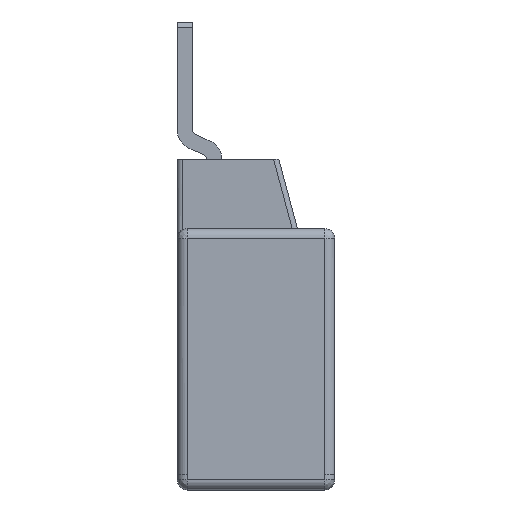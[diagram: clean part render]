
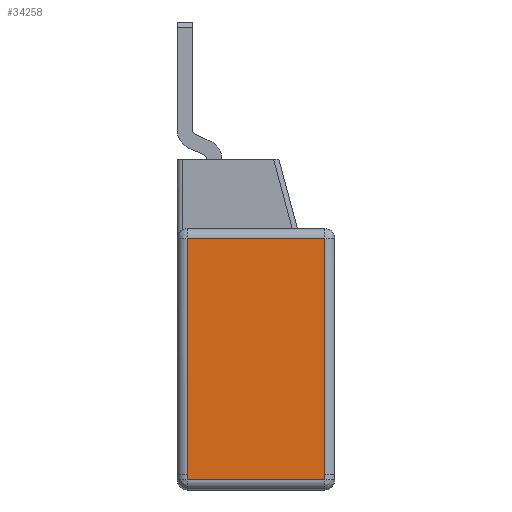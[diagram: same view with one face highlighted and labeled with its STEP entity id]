
A CAD part, left-side view. The second image highlights one B-rep face of the part: STEP entity #34258.
In plain terms, the highlighted planar face has unit normal (-1, 0, 0).
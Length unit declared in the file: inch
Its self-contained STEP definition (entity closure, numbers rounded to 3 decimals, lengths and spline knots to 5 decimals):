
#342 = VERTEX_POINT ( 'NONE', #21030 ) ;
#459 = VERTEX_POINT ( 'NONE', #11261 ) ;
#5073 = CARTESIAN_POINT ( 'NONE',  ( -1.19291, 0.68898, 0. ) ) ;
#5533 = EDGE_CURVE ( 'NONE', #6014, #21417, #6943, .T. ) ;
#6014 = VERTEX_POINT ( 'NONE', #14824 ) ;
#6837 = VECTOR ( 'NONE', #17622, 39.37008 ) ;
#6943 = LINE ( 'NONE', #17403, #6837 ) ;
#7044 = LINE ( 'NONE', #7270, #10881 ) ;
#7270 = CARTESIAN_POINT ( 'NONE',  ( -1.19291, 0.15709, 0. ) ) ;
#8011 = VECTOR ( 'NONE', #19459, 39.37008 ) ;
#8691 = VECTOR ( 'NONE', #26131, 39.37008 ) ;
#9133 = EDGE_CURVE ( 'NONE', #342, #26570, #34825, .T. ) ;
#10881 = VECTOR ( 'NONE', #21116, 39.37008 ) ;
#11261 = CARTESIAN_POINT ( 'NONE',  ( -1.19291, 0.15728, 0. ) ) ;
#12942 = DIRECTION ( 'NONE',  ( 0., -1., 0. ) ) ;
#13922 = DIRECTION ( 'NONE',  ( 0., 0., -1. ) ) ;
#14824 = CARTESIAN_POINT ( 'NONE',  ( -1.19291, 0.68898, -0.01969 ) ) ;
#15173 = CARTESIAN_POINT ( 'NONE',  ( -1.19291, 0.68937, 0.91378 ) ) ;
#16663 = FACE_OUTER_BOUND ( 'NONE', #20733, .T. ) ;
#16719 = ORIENTED_EDGE ( 'NONE', *, *, #44662, .T. ) ;
#17403 = CARTESIAN_POINT ( 'NONE',  ( -1.19291, 0.11811, -0.01969 ) ) ;
#17591 = DIRECTION ( 'NONE',  ( 0., 0., 1. ) ) ;
#17622 = DIRECTION ( 'NONE',  ( 0., -1., 0. ) ) ;
#18053 = ORIENTED_EDGE ( 'NONE', *, *, #44339, .F. ) ;
#19123 = CARTESIAN_POINT ( 'NONE',  ( -1.19291, 0.11811, 0.91378 ) ) ;
#19393 = VECTOR ( 'NONE', #17591, 39.37008 ) ;
#19459 = DIRECTION ( 'NONE',  ( 0., 0., 1. ) ) ;
#20057 = DIRECTION ( 'NONE',  ( -1., 0., 0. ) ) ;
#20150 = VECTOR ( 'NONE', #12942, 39.37008 ) ;
#20733 = EDGE_LOOP ( 'NONE', ( #42133, #16719, #31904, #22369, #40476, #27304, #18053 ) ) ;
#21030 = CARTESIAN_POINT ( 'NONE',  ( -1.19291, 0.68937, 0. ) ) ;
#21116 = DIRECTION ( 'NONE',  ( 0., 0., 1. ) ) ;
#21417 = VERTEX_POINT ( 'NONE', #25355 ) ;
#21567 = EDGE_CURVE ( 'NONE', #6014, #43153, #33967, .T. ) ;
#22369 = ORIENTED_EDGE ( 'NONE', *, *, #40733, .T. ) ;
#24347 = PLANE ( 'NONE',  #38531 ) ;
#25355 = CARTESIAN_POINT ( 'NONE',  ( -1.19291, 0.15748, -0.01969 ) ) ;
#26131 = DIRECTION ( 'NONE',  ( 0., 1., 0. ) ) ;
#26570 = VERTEX_POINT ( 'NONE', #15173 ) ;
#27087 = LINE ( 'NONE', #37306, #34037 ) ;
#27304 = ORIENTED_EDGE ( 'NONE', *, *, #5533, .T. ) ;
#27430 = CARTESIAN_POINT ( 'NONE',  ( -1.19291, 0.11811, 0. ) ) ;
#30790 = CARTESIAN_POINT ( 'NONE',  ( -1.19291, 0.68898, 0. ) ) ;
#31156 = DIRECTION ( 'NONE',  ( 0., 0., 1. ) ) ;
#31904 = ORIENTED_EDGE ( 'NONE', *, *, #9133, .F. ) ;
#33967 = LINE ( 'NONE', #30790, #8011 ) ;
#34037 = VECTOR ( 'NONE', #13922, 39.37008 ) ;
#34121 = CARTESIAN_POINT ( 'NONE',  ( -1.19291, 0.11811, 0. ) ) ;
#34258 = ADVANCED_FACE ( 'NONE', ( #16663 ), #24347, .T. ) ;
#34825 = LINE ( 'NONE', #42293, #19393 ) ;
#35969 = CARTESIAN_POINT ( 'NONE',  ( -1.19291, 0.15709, 0.91378 ) ) ;
#37306 = CARTESIAN_POINT ( 'NONE',  ( -1.19291, 0.15748, 0. ) ) ;
#38531 = AXIS2_PLACEMENT_3D ( 'NONE', #34121, #20057, #31156 ) ;
#39541 = EDGE_CURVE ( 'NONE', #459, #41425, #7044, .T. ) ;
#40476 = ORIENTED_EDGE ( 'NONE', *, *, #21567, .F. ) ;
#40733 = EDGE_CURVE ( 'NONE', #342, #43153, #40844, .T. ) ;
#40844 = LINE ( 'NONE', #27430, #20150 ) ;
#41425 = VERTEX_POINT ( 'NONE', #35969 ) ;
#42133 = ORIENTED_EDGE ( 'NONE', *, *, #39541, .T. ) ;
#42293 = CARTESIAN_POINT ( 'NONE',  ( -1.19291, 0.68937, 0. ) ) ;
#43153 = VERTEX_POINT ( 'NONE', #5073 ) ;
#43594 = LINE ( 'NONE', #19123, #8691 ) ;
#44339 = EDGE_CURVE ( 'NONE', #459, #21417, #27087, .T. ) ;
#44662 = EDGE_CURVE ( 'NONE', #41425, #26570, #43594, .T. ) ;
